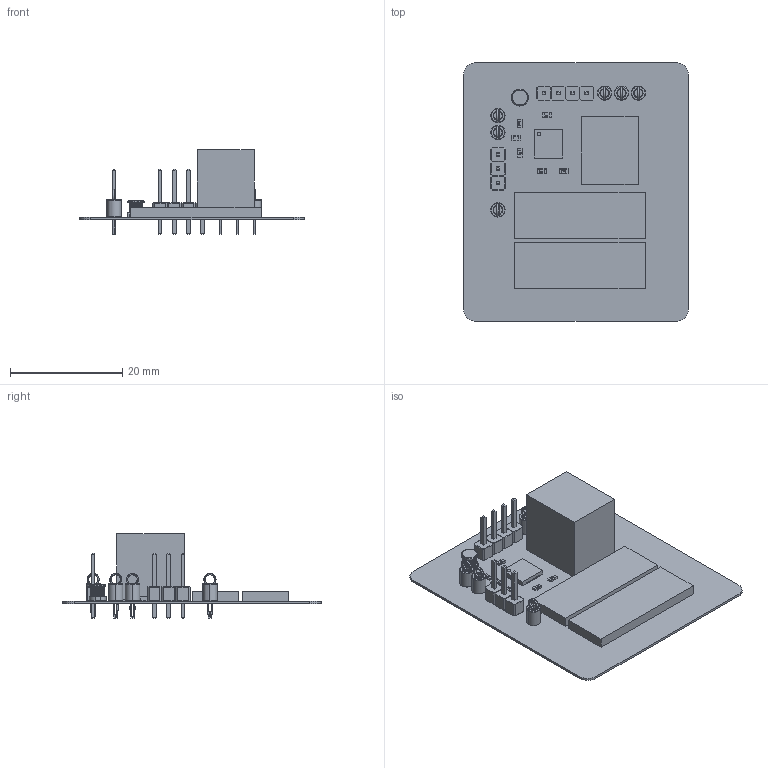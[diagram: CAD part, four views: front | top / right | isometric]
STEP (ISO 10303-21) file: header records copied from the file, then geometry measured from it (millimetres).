
FILE_DESCRIPTION(('Open CASCADE Model'),'2;1');
FILE_NAME('Open CASCADE Shape Model','2021-02-13T13:24:54',('Author'),( 'Open CASCADE'),'Open CASCADE STEP processor 6.8','Open CASCADE 6.8' ,'Unknown');
FILE_SCHEMA(('AUTOMOTIVE_DESIGN { 1 0 10303 214 1 1 1 1 }'));
Length unit declared in the file: millimetre
Products named in the file (56): PCB; Board; C1; 1346920048; Extruded; C2; SW3dPS-0603_SMD_Capacitor; C3; C4; C5; C6; D1; 1346768624; Open_CASCADE_STEP_translator_6.8_9.1; Body; Open_CASCADE_STEP_translator_6.8_9.2.1; Thermal_Shape; Pin_Shape; Open_CASCADE_STEP_translator_6.8_9.4.1; G1; 1346919912; G2; L1; User_Library-SDR0302; BODY_BOT; BODY_MID; BODY_TOP; LEADS; COIL; COIL_BASE; COIL-END; L2; 1346768880; Terminal; Open_CASCADE_STEP_translator_6.8_17.1.1; Open_CASCADE_STEP_translator_6.8_17.1.2; Mid_Body; Open_CASCADE_STEP_translator_6.8_17.2.1; TP1; User_Library-TEST_POINT_RED_Keystone_5000 ...
Assembly tree (99 placements, depth 5):
  PCB
    Board
    C1
      1346920048
        Extruded
    C2
      SW3dPS-0603_SMD_Capacitor
    C3
      SW3dPS-0603_SMD_Capacitor
    C4
      SW3dPS-0603_SMD_Capacitor
    C5
      SW3dPS-0603_SMD_Capacitor
    C6
      SW3dPS-0603_SMD_Capacitor
    D1
      1346768624
        Open_CASCADE_STEP_translator_6.8_9.1
        Body
          Open_CASCADE_STEP_translator_6.8_9.2.1
        Thermal_Shape
        Pin_Shape  x28
          Open_CASCADE_STEP_translator_6.8_9.4.1
    G1
      1346919912
        Extruded
    G2
      1346919912
        Extruded
    L1
      User_Library-SDR0302
        BODY_BOT
        BODY_MID
        BODY_TOP
        LEADS
        COIL
          COIL_BASE
          COIL-END  x2
    L2
      1346768880
        Terminal
          Open_CASCADE_STEP_translator_6.8_17.1.1
          Open_CASCADE_STEP_translator_6.8_17.1.2
        Mid_Body
          Open_CASCADE_STEP_translator_6.8_17.2.1
    TP1
      User_Library-TEST_POINT_RED_Keystone_5000
    TP2
      User_Library-TEST_POINT_RED_Keystone_5000
    TP3
      User_Library-TEST_POINT_RED_Keystone_5000
    TP4
      User_Library-TEST_POINT_RED_Keystone_5000
    TP5
      User_Library-TEST_POINT_RED_Keystone_5000
    TP6
      User_Library-TEST_POINT_RED_Keystone_5000
    X1
      PLS-4
        PLS-1  x5
Bounding box: 40 x 46 x 15.02 mm (x, y, z)
Volume: 3173.4 mm3; surface area: 6705.9 mm2
Topology: 78 solids, 79 shells, 1820 faces, 4042 edges, 2349 vertices
Faces by surface type: plane 1030, bspline 445, cylinder 244, sphere 48, torus 48, cone 5
Full cylindrical faces by diameter (mm): 0.637 x1
Entity records: 23340 total; most frequent: CARTESIAN_POINT 11110, DIRECTION 1953, ORIENTED_EDGE 1887, EDGE_CURVE 944, AXIS2_PLACEMENT_3D 696, VERTEX_POINT 561, LINE 561, VECTOR 561
